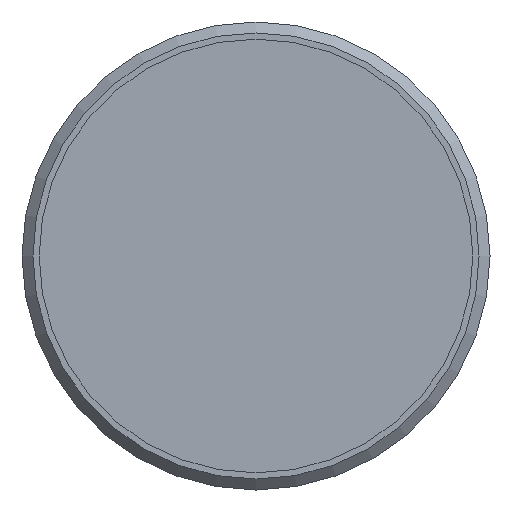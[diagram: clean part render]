
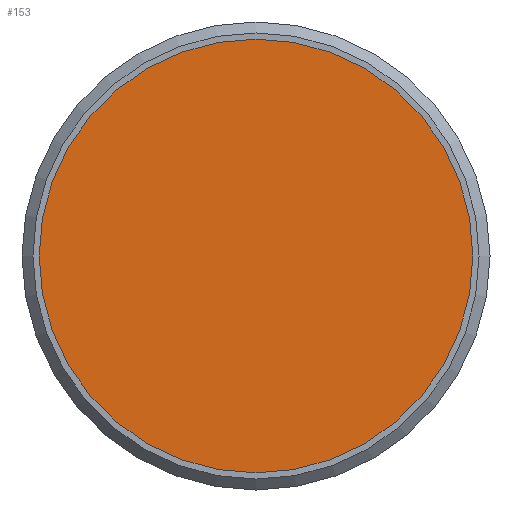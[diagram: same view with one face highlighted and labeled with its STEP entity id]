
A CAD part, front view. The second image highlights one B-rep face of the part: STEP entity #153.
In plain terms, the highlighted planar face has unit normal (0, -1, 0).
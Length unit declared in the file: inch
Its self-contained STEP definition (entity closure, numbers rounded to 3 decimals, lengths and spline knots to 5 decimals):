
#89 = ORIENTED_EDGE ( 'NONE', *, *, #1153, .F. ) ;
#153 = ADVANCED_FACE ( 'NONE', ( #786 ), #954, .F. ) ;
#326 = AXIS2_PLACEMENT_3D ( 'NONE', #957, #598, #594 ) ;
#328 = DIRECTION ( 'NONE',  ( 0., 0., 1. ) ) ;
#342 = DIRECTION ( 'NONE',  ( 0., 1., 0. ) ) ;
#594 = DIRECTION ( 'NONE',  ( 0., 0., 1. ) ) ;
#598 = DIRECTION ( 'NONE',  ( 0., 1., 0. ) ) ;
#636 = AXIS2_PLACEMENT_3D ( 'NONE', #1181, #342, #328 ) ;
#639 = VERTEX_POINT ( 'NONE', #1196 ) ;
#786 = FACE_OUTER_BOUND ( 'NONE', #1147, .T. ) ;
#954 = PLANE ( 'NONE',  #326 ) ;
#957 = CARTESIAN_POINT ( 'NONE',  ( 0., 0., 0. ) ) ;
#967 = CIRCLE ( 'NONE', #636, 0.5473 ) ;
#1147 = EDGE_LOOP ( 'NONE', ( #89 ) ) ;
#1153 = EDGE_CURVE ( 'NONE', #639, #639, #967, .T. ) ;
#1181 = CARTESIAN_POINT ( 'NONE',  ( 0., 0., 0. ) ) ;
#1196 = CARTESIAN_POINT ( 'NONE',  ( 0., 0., 0.5473 ) ) ;
